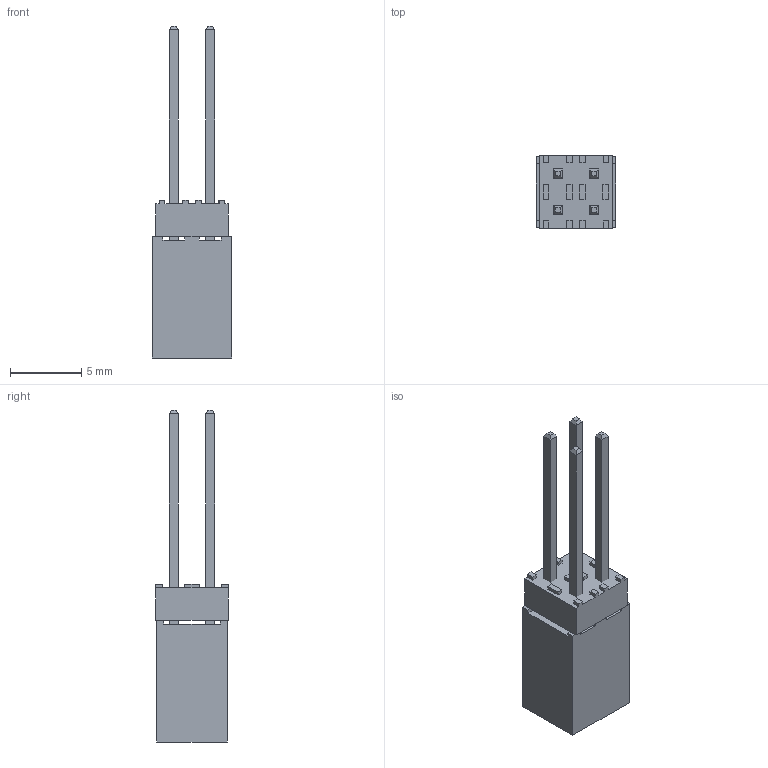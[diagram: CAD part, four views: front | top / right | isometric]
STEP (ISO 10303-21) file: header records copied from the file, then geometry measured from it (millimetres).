
FILE_DESCRIPTION(('FreeCAD Model'),'2;1');
FILE_NAME('ESQ_102_14_L_D_cp.step', '2019-04-07T16:11:14',('kicad StepUp'),('ksu MCAD'), 'Open CASCADE STEP processor 7.2','FreeCAD','Unknown');
FILE_SCHEMA(('AUTOMOTIVE_DESIGN { 1 0 10303 214 1 1 1 1 }'));
Length unit declared in the file: millimetre
Products named in the file (1): ESQ_102_14_L_D_cp
Bounding box: 5.59 x 5.08 x 23.24 mm (x, y, z)
Volume: 301.6 mm3; surface area: 663.7 mm2
Topology: 3 solids, 3 shells, 190 faces, 488 edges, 320 vertices
Faces by surface type: plane 186, cylinder 4
Entity records: 6971 total; most frequent: CARTESIAN_POINT 999, ORIENTED_EDGE 976, DIRECTION 878, EDGE_CURVE 488, LINE 480, VECTOR 480, VERTEX_POINT 320, FACE_BOUND 206
